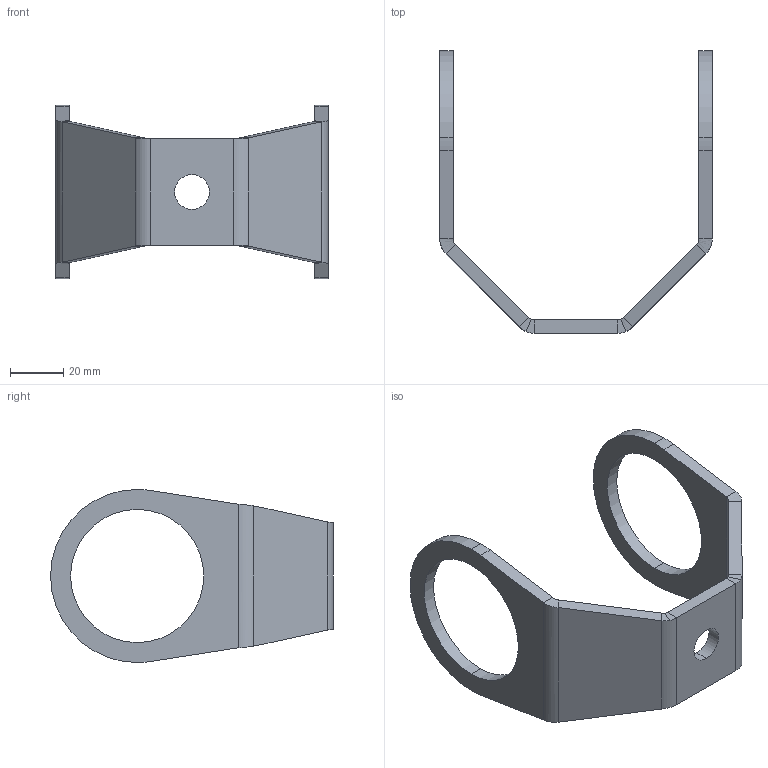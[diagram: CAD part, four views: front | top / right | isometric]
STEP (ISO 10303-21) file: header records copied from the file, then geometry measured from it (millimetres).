
FILE_DESCRIPTION (( 'STEP AP203' ), '1' );
FILE_NAME ('T30405.STEP', '2018-07-20T08:05:52', ( '' ), ( '' ), 'SwSTEP 2.0', 'SolidWorks 2016', '' );
FILE_SCHEMA (( 'CONFIG_CONTROL_DESIGN' ));
Length unit declared in the file: millimetre
Products named in the file (2): TH2315; T30405
Assembly tree (1 placements, depth 2):
  T30405
    TH2315
Bounding box: 102.26 x 106.13 x 65 mm (x, y, z)
Volume: 47529.2 mm3; surface area: 23853 mm2
Topology: 1 solids, 1 shells, 52 faces, 118 edges, 68 vertices
Faces by surface type: plane 24, cylinder 20, bspline 8
Entity records: 1706 total; most frequent: CARTESIAN_POINT 410, ORIENTED_EDGE 236, DIRECTION 214, EDGE_CURVE 118, AXIS2_PLACEMENT_3D 80, VERTEX_POINT 68, EDGE_LOOP 58, VECTOR 54
